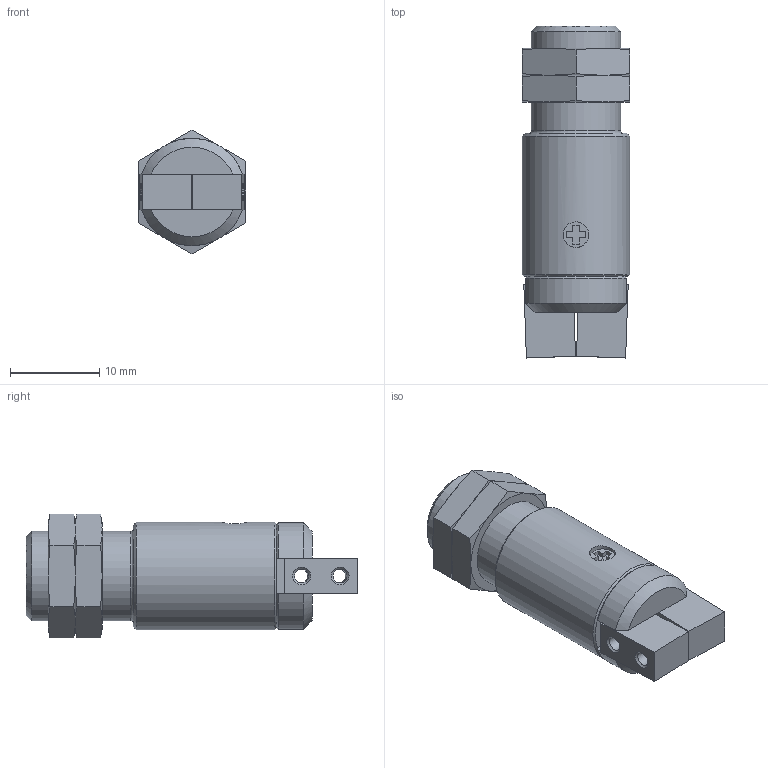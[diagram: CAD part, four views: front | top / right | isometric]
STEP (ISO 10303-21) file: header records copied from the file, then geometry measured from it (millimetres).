
FILE_DESCRIPTION(/* description */ ('STEP AP214'),/* implementation_level */ '2;1');
FILE_NAME(/* name */ '185697_HGWM-08-EZ-G7',/* time_stamp */ '2024-08-29T08:14:56+02:00',/* author */ ('License CC BY-ND 4.0'),/* organization */ ('CADENAS'),/* preprocessor_version */ 'ST-DEVELOPER v19.3',/* originating_system */ 'PARTsolutions',/* authorisation */ ' ');
FILE_SCHEMA (('AUTOMOTIVE_DESIGN {1 0 10303 214 3 1 1}'));
Length unit declared in the file: millimetre
Products named in the file (4): 185697 HGWM-08-EZ-G7---(asm_0_-4); 185697 HGWM-08-EZ-G7---(0, -4)_GR; HGWM-8-Ex-G8---(JAW); HGWM-8-Ex-G7---(NUT)
Assembly tree (5 placements, depth 2):
  185697 HGWM-08-EZ-G7---(asm_0_-4)
    185697 HGWM-08-EZ-G7---(0, -4)_GR
    HGWM-8-Ex-G8---(JAW)  x2
    HGWM-8-Ex-G7---(NUT)  x2
Bounding box: 12 x 37.11 x 13.86 mm (x, y, z)
Volume: 3451 mm3; surface area: 2941.4 mm2
Topology: 5 solids, 5 shells, 126 faces, 279 edges, 169 vertices
Faces by surface type: plane 62, cone 42, cylinder 21, torus 1
Full cylindrical faces by diameter (mm): 1.5 x4, 1.567 x4, 2.459 x1, 2.866 x1, 3.333 x2, 8.917 x2, 9.8 x1, 10 x1, 12 x1
Entity records: 2784 total; most frequent: CARTESIAN_POINT 517, DIRECTION 378, ORIENTED_EDGE 340, EDGE_CURVE 170, AXIS2_PLACEMENT_3D 152, EDGE_LOOP 126, FACE_BOUND 126, VERTEX_POINT 116
